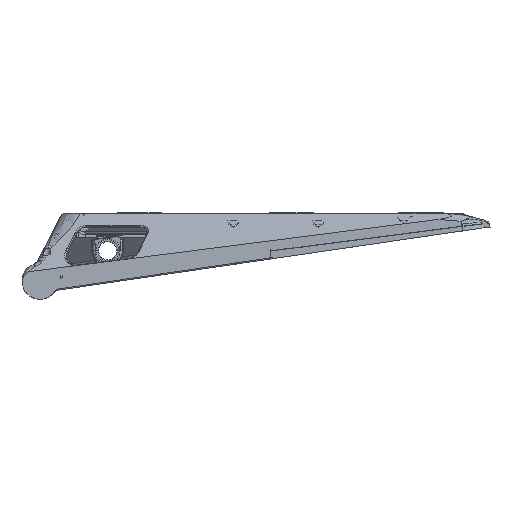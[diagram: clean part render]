
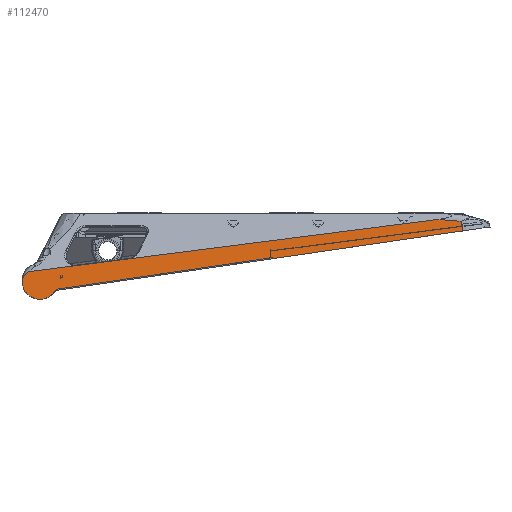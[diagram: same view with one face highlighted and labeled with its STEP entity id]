
A CAD part, front view. The second image highlights one B-rep face of the part: STEP entity #112470.
In plain terms, the highlighted planar face has unit normal (-0.008, -0.999, 0.052).
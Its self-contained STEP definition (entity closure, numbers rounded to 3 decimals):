
#3087 = ORIENTED_EDGE ( 'NONE', *, *, #128701, .T. ) ;
#3805 = EDGE_CURVE ( 'NONE', #133450, #136264, #158910, .T. ) ;
#4078 = CARTESIAN_POINT ( 'NONE',  ( -102.641, -170.799, 2.871 ) ) ;
#6500 = CARTESIAN_POINT ( 'NONE',  ( -103.75, -171.012, -1.398 ) ) ;
#7594 = CARTESIAN_POINT ( 'NONE',  ( 8.338, -171.267, 10.098 ) ) ;
#8100 = CARTESIAN_POINT ( 'NONE',  ( -101.349, -171.506, -10.577 ) ) ;
#10059 = DIRECTION ( 'NONE',  ( -1., 0.008, 0. ) ) ;
#10178 = CARTESIAN_POINT ( 'NONE',  ( 102.632, -170.216, 44.181 ) ) ;
#10396 = LINE ( 'NONE', #133727, #68546 ) ;
#18071 = CARTESIAN_POINT ( 'NONE',  ( 7.347, -171.24, 10.469 ) ) ;
#18314 = CARTESIAN_POINT ( 'NONE',  ( -88.646, -171.24, -3.588 ) ) ;
#18515 = CARTESIAN_POINT ( 'NONE',  ( -103.334, -170.853, 1.729 ) ) ;
#19121 = CARTESIAN_POINT ( 'NONE',  ( -102.301, -170.782, 3.246 ) ) ;
#20343 = CARTESIAN_POINT ( 'NONE',  ( -103.754, -170.925, 0.282 ) ) ;
#21024 = CARTESIAN_POINT ( 'NONE',  ( 91.037, -171.04, 26.593 ) ) ;
#21106 = EDGE_CURVE ( 'NONE', #30390, #136264, #31678, .T. ) ;
#21642 = CARTESIAN_POINT ( 'NONE',  ( 91.037, -171.04, 26.593 ) ) ;
#21977 = VECTOR ( 'NONE', #108054, 1000. ) ;
#23590 = EDGE_CURVE ( 'NONE', #177306, #131591, #52107, .T. ) ;
#27602 = FACE_OUTER_BOUND ( 'NONE', #63202, .T. ) ;
#28126 = B_SPLINE_CURVE_WITH_KNOTS ( 'NONE', 3,
 ( #73834, #155988, #6500, #72609, #73233, #20343, #34158, #130226, #86455, #46167, #18515, #143397, #114593, #4078, #127838, #19121, #115184, #32996, #129024, #46757, #45583, #142807 ),
 .UNSPECIFIED., .F., .F.,
 ( 4, 2, 2, 2, 2, 2, 2, 2, 2, 2, 4 ),
 ( 0., 0.001, 0.002, 0.003, 0.004, 0.004, 0.005, 0.006, 0.006, 0.007, 0.008 ),
 .UNSPECIFIED. ) ;
#29403 = VECTOR ( 'NONE', #77802, 1000. ) ;
#29486 = VERTEX_POINT ( 'NONE', #129324 ) ;
#30390 = VERTEX_POINT ( 'NONE', #116265 ) ;
#31678 = LINE ( 'NONE', #144387, #119712 ) ;
#32996 = CARTESIAN_POINT ( 'NONE',  ( -101.792, -170.763, 3.691 ) ) ;
#34158 = CARTESIAN_POINT ( 'NONE',  ( -103.697, -170.908, 0.611 ) ) ;
#36267 = VECTOR ( 'NONE', #157836, 1000. ) ;
#39511 = EDGE_CURVE ( 'NONE', #41103, #148113, #122540, .T. ) ;
#41103 = VERTEX_POINT ( 'NONE', #21024 ) ;
#41575 = ORIENTED_EDGE ( 'NONE', *, *, #53987, .T. ) ;
#45583 = CARTESIAN_POINT ( 'NONE',  ( -100.576, -170.742, 4.276 ) ) ;
#46167 = CARTESIAN_POINT ( 'NONE',  ( -103.401, -170.861, 1.572 ) ) ;
#46757 = CARTESIAN_POINT ( 'NONE',  ( -100.897, -170.745, 4.174 ) ) ;
#50456 = DIRECTION ( 'NONE',  ( 0.008, 0.999, -0.052 ) ) ;
#52049 = DIRECTION ( 'NONE',  ( -0.196, 0.052, 0.979 ) ) ;
#52107 = LINE ( 'NONE', #123084, #21977 ) ;
#53547 = LINE ( 'NONE', #119951, #100727 ) ;
#53987 = EDGE_CURVE ( 'NONE', #131591, #133450, #98120, .T. ) ;
#55127 = EDGE_CURVE ( 'NONE', #177306, #77245, #101276, .T. ) ;
#55250 = VERTEX_POINT ( 'NONE', #160549 ) ;
#57440 = CARTESIAN_POINT ( 'NONE',  ( 7.809, -171.262, 10.125 ) ) ;
#63202 = EDGE_LOOP ( 'NONE', ( #85901, #177510, #119665, #92727, #41575, #174216, #176562, #161911, #92142, #3087 ) ) ;
#65246 = CARTESIAN_POINT ( 'NONE',  ( 82.212, -170.937, 27.278 ) ) ;
#68546 = VECTOR ( 'NONE', #52049, 1000. ) ;
#72609 = CARTESIAN_POINT ( 'NONE',  ( -103.809, -170.977, -0.73 ) ) ;
#73233 = CARTESIAN_POINT ( 'NONE',  ( -103.811, -170.96, -0.39 ) ) ;
#73677 = CARTESIAN_POINT ( 'NONE',  ( 8.338, -171.267, 10.098 ) ) ;
#73834 = CARTESIAN_POINT ( 'NONE',  ( -103.605, -171.048, -2.057 ) ) ;
#75547 = EDGE_CURVE ( 'NONE', #30390, #41103, #10396, .T. ) ;
#77245 = VERTEX_POINT ( 'NONE', #124064 ) ;
#77802 = DIRECTION ( 'NONE',  ( 0.802, -0.037, -0.597 ) ) ;
#85901 = ORIENTED_EDGE ( 'NONE', *, *, #178064, .T. ) ;
#86455 = CARTESIAN_POINT ( 'NONE',  ( -103.517, -170.876, 1.255 ) ) ;
#90705 = CARTESIAN_POINT ( 'NONE',  ( 88.116, -170.994, 27.049 ) ) ;
#92142 = ORIENTED_EDGE ( 'NONE', *, *, #39511, .T. ) ;
#92727 = ORIENTED_EDGE ( 'NONE', *, *, #23590, .T. ) ;
#97218 = CARTESIAN_POINT ( 'NONE',  ( 7.593, -171.252, 10.286 ) ) ;
#98120 = LINE ( 'NONE', #130602, #29403 ) ;
#98853 = CARTESIAN_POINT ( 'NONE',  ( 8.071, -171.267, 10.058 ) ) ;
#100727 = VECTOR ( 'NONE', #10059, 1000. ) ;
#101276 =( BOUNDED_CURVE ( )  B_SPLINE_CURVE ( 3, ( #18314, #128238, #8100, #170790 ),
 .UNSPECIFIED., .F., .F. ) 
 B_SPLINE_CURVE_WITH_KNOTS ( ( 4, 4 ),
 ( 0., 1. ),
 .UNSPECIFIED. ) 
 CURVE ( )  GEOMETRIC_REPRESENTATION_ITEM ( )  RATIONAL_B_SPLINE_CURVE ( ( 1., 0.569, 0.569, 1. ) ) 
 REPRESENTATION_ITEM ( '' )  );
#103899 = CARTESIAN_POINT ( 'NONE',  ( 82.212, -170.937, 27.278 ) ) ;
#106219 = DIRECTION ( 'NONE',  ( 0., 0.052, 0.999 ) ) ;
#108054 = DIRECTION ( 'NONE',  ( 0.989, 0., 0.145 ) ) ;
#112470 = ADVANCED_FACE ( 'NONE', ( #27602 ), #118931, .F. ) ;
#114593 = CARTESIAN_POINT ( 'NONE',  ( -102.943, -170.818, 2.47 ) ) ;
#115184 = CARTESIAN_POINT ( 'NONE',  ( -102.178, -170.777, 3.364 ) ) ;
#115682 = LINE ( 'NONE', #129698, #36267 ) ;
#116265 = CARTESIAN_POINT ( 'NONE',  ( 91.891, -171.267, 22.332 ) ) ;
#118931 = PLANE ( 'NONE',  #126730 ) ;
#119665 = ORIENTED_EDGE ( 'NONE', *, *, #55127, .F. ) ;
#119712 = VECTOR ( 'NONE', #143763, 1000. ) ;
#119951 = CARTESIAN_POINT ( 'NONE',  ( 102.625, -171.092, 27.278 ) ) ;
#122540 =( BOUNDED_CURVE ( )  B_SPLINE_CURVE ( 3, ( #21642, #90705, #144730, #103899 ),
 .UNSPECIFIED., .F., .F. ) 
 B_SPLINE_CURVE_WITH_KNOTS ( ( 4, 4 ),
 ( 0., 1. ),
 .UNSPECIFIED. ) 
 CURVE ( )  GEOMETRIC_REPRESENTATION_ITEM ( )  RATIONAL_B_SPLINE_CURVE ( ( 1., 0.998, 0.998, 1. ) ) 
 REPRESENTATION_ITEM ( '' )  );
#123084 = CARTESIAN_POINT ( 'NONE',  ( -97.917, -171.24, -4.945 ) ) ;
#124064 = CARTESIAN_POINT ( 'NONE',  ( -103.605, -171.048, -2.057 ) ) ;
#125903 = CARTESIAN_POINT ( 'NONE',  ( 7.593, -171.252, 10.286 ) ) ;
#126730 = AXIS2_PLACEMENT_3D ( 'NONE', #10178, #50456, #106219 ) ;
#127838 = CARTESIAN_POINT ( 'NONE',  ( -102.533, -170.793, 2.999 ) ) ;
#128238 = CARTESIAN_POINT ( 'NONE',  ( -92.581, -171.62, -11.475 ) ) ;
#128701 = EDGE_CURVE ( 'NONE', #148113, #55250, #53547, .T. ) ;
#129024 = CARTESIAN_POINT ( 'NONE',  ( -101.511, -170.756, 3.879 ) ) ;
#129324 = CARTESIAN_POINT ( 'NONE',  ( -100.237, -170.742, 4.319 ) ) ;
#129698 = CARTESIAN_POINT ( 'NONE',  ( 89.488, -170.928, 28.529 ) ) ;
#130226 = CARTESIAN_POINT ( 'NONE',  ( -103.568, -170.884, 1.096 ) ) ;
#130602 = CARTESIAN_POINT ( 'NONE',  ( 4.849, -171.125, 12.329 ) ) ;
#131591 = VERTEX_POINT ( 'NONE', #18071 ) ;
#133450 = VERTEX_POINT ( 'NONE', #97218 ) ;
#133727 = CARTESIAN_POINT ( 'NONE',  ( 88.096, -170.256, 41.271 ) ) ;
#136264 = VERTEX_POINT ( 'NONE', #7594 ) ;
#142807 = CARTESIAN_POINT ( 'NONE',  ( -100.237, -170.742, 4.319 ) ) ;
#143397 = CARTESIAN_POINT ( 'NONE',  ( -103.116, -170.831, 2.184 ) ) ;
#143763 = DIRECTION ( 'NONE',  ( -0.989, 0., -0.145 ) ) ;
#144387 = CARTESIAN_POINT ( 'NONE',  ( 119.008, -171.267, 26.303 ) ) ;
#144730 = CARTESIAN_POINT ( 'NONE',  ( 85.169, -170.96, 27.278 ) ) ;
#148113 = VERTEX_POINT ( 'NONE', #65246 ) ;
#148549 = CARTESIAN_POINT ( 'NONE',  ( -88.646, -171.24, -3.588 ) ) ;
#155988 = CARTESIAN_POINT ( 'NONE',  ( -103.692, -171.03, -1.729 ) ) ;
#157836 = DIRECTION ( 'NONE',  ( -0.992, 0.001, -0.127 ) ) ;
#158910 =( BOUNDED_CURVE ( )  B_SPLINE_CURVE ( 3, ( #125903, #57440, #98853, #73677 ),
 .UNSPECIFIED., .F., .F. ) 
 B_SPLINE_CURVE_WITH_KNOTS ( ( 4, 4 ),
 ( 0., 1. ),
 .UNSPECIFIED. ) 
 CURVE ( )  GEOMETRIC_REPRESENTATION_ITEM ( )  RATIONAL_B_SPLINE_CURVE ( ( 1., 0.949, 0.949, 1. ) ) 
 REPRESENTATION_ITEM ( '' )  );
#160549 = CARTESIAN_POINT ( 'NONE',  ( 79.679, -170.918, 27.278 ) ) ;
#161911 = ORIENTED_EDGE ( 'NONE', *, *, #75547, .T. ) ;
#170790 = CARTESIAN_POINT ( 'NONE',  ( -103.605, -171.048, -2.057 ) ) ;
#174216 = ORIENTED_EDGE ( 'NONE', *, *, #3805, .T. ) ;
#175161 = EDGE_CURVE ( 'NONE', #77245, #29486, #28126, .T. ) ;
#176562 = ORIENTED_EDGE ( 'NONE', *, *, #21106, .F. ) ;
#177306 = VERTEX_POINT ( 'NONE', #148549 ) ;
#177510 = ORIENTED_EDGE ( 'NONE', *, *, #175161, .F. ) ;
#178064 = EDGE_CURVE ( 'NONE', #55250, #29486, #115682, .T. ) ;
